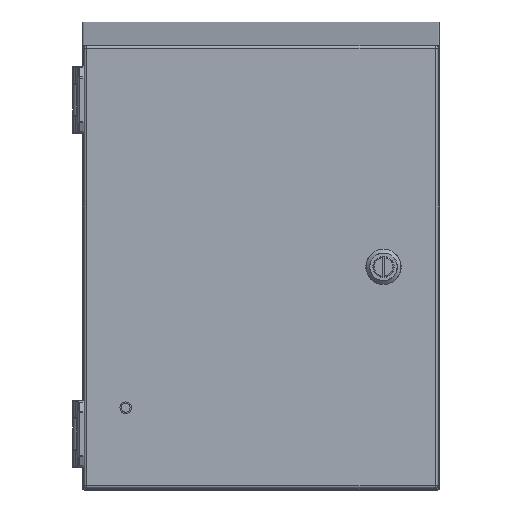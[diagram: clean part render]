
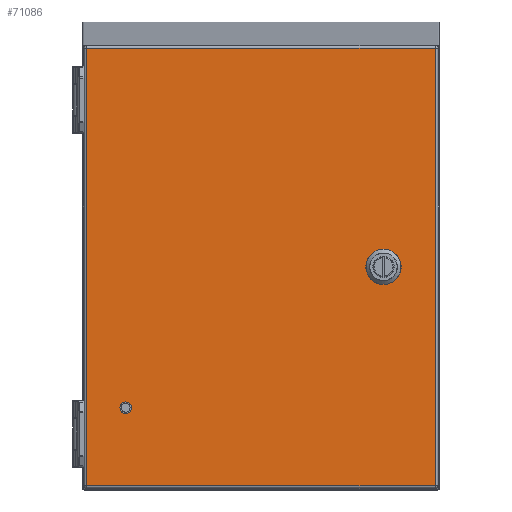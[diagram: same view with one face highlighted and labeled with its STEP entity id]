
A CAD part, top view. The second image highlights one B-rep face of the part: STEP entity #71086.
In plain terms, the highlighted planar face has unit normal (0, 0, 1).
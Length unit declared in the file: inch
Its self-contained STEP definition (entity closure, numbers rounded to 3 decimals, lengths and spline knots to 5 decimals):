
#1596 = CARTESIAN_POINT ( 'NONE',  ( 3.05899, 0.08845, 4.18453 ) ) ;
#1642 = AXIS2_PLACEMENT_3D ( 'NONE', #40755, #3133, #81493 ) ;
#2144 = EDGE_LOOP ( 'NONE', ( #47628, #76552, #26943, #55394 ) ) ;
#2360 = DIRECTION ( 'NONE',  ( -0.707, -0.707, 0. ) ) ;
#2401 = CARTESIAN_POINT ( 'NONE',  ( 1.17746, 1.17801, 4.18453 ) ) ;
#2943 = DIRECTION ( 'NONE',  ( 0., 1., 0. ) ) ;
#3133 = DIRECTION ( 'NONE',  ( 0., 0., 1. ) ) ;
#5016 = ORIENTED_EDGE ( 'NONE', *, *, #6488, .T. ) ;
#5176 = VECTOR ( 'NONE', #56305, 39.37008 ) ;
#5461 = AXIS2_PLACEMENT_3D ( 'NONE', #28837, #61894, #55543 ) ;
#6488 = EDGE_CURVE ( 'NONE', #32472, #52973, #35183, .T. ) ;
#6716 = ORIENTED_EDGE ( 'NONE', *, *, #52497, .T. ) ;
#7024 = VERTEX_POINT ( 'NONE', #45221 ) ;
#7709 = LINE ( 'NONE', #53126, #17613 ) ;
#8731 = VERTEX_POINT ( 'NONE', #1596 ) ;
#9333 = ORIENTED_EDGE ( 'NONE', *, *, #79153, .F. ) ;
#10467 = FACE_OUTER_BOUND ( 'NONE', #2144, .T. ) ;
#10775 = EDGE_LOOP ( 'NONE', ( #37800 ) ) ;
#10790 = LINE ( 'NONE', #24431, #48440 ) ;
#10875 = VERTEX_POINT ( 'NONE', #55519 ) ;
#12030 = EDGE_CURVE ( 'NONE', #32472, #8731, #75446, .T. ) ;
#13716 = DIRECTION ( 'NONE',  ( 1., 0., 0. ) ) ;
#14100 = DIRECTION ( 'NONE',  ( -1., 0., 0. ) ) ;
#14296 = CARTESIAN_POINT ( 'NONE',  ( -2.9375, -3.16, 4.18453 ) ) ;
#17613 = VECTOR ( 'NONE', #14100, 39.37008 ) ;
#19580 = CARTESIAN_POINT ( 'NONE',  ( 1.57344, -1.57399, 4.18453 ) ) ;
#20712 = VERTEX_POINT ( 'NONE', #26806 ) ;
#20797 = VECTOR ( 'NONE', #13716, 39.37008 ) ;
#20883 = EDGE_CURVE ( 'NONE', #38406, #78055, #69114, .T. ) ;
#21737 = CARTESIAN_POINT ( 'NONE',  ( 3.90945, 4.97, 4.18453 ) ) ;
#21823 = EDGE_CURVE ( 'NONE', #7024, #10875, #80851, .T. ) ;
#22627 = ORIENTED_EDGE ( 'NONE', *, *, #12030, .F. ) ;
#22880 = ORIENTED_EDGE ( 'NONE', *, *, #56073, .F. ) ;
#24431 = CARTESIAN_POINT ( 'NONE',  ( 1.17746, -1.17801, 4.18453 ) ) ;
#26806 = CARTESIAN_POINT ( 'NONE',  ( 2.66301, 0.30753, 4.18453 ) ) ;
#26943 = ORIENTED_EDGE ( 'NONE', *, *, #75082, .T. ) ;
#28837 = CARTESIAN_POINT ( 'NONE',  ( -0.00055, 0., 4.18453 ) ) ;
#30042 = CARTESIAN_POINT ( 'NONE',  ( 1.57344, 1.57399, 4.18453 ) ) ;
#30342 = DIRECTION ( 'NONE',  ( 0., 0., 1. ) ) ;
#30866 = EDGE_CURVE ( 'NONE', #10875, #70231, #7709, .T. ) ;
#32472 = VERTEX_POINT ( 'NONE', #70260 ) ;
#33792 = DIRECTION ( 'NONE',  ( 0., 0., 1. ) ) ;
#34133 = CIRCLE ( 'NONE', #61602, 0.09805 ) ;
#34807 = DIRECTION ( 'NONE',  ( -0.707, 0.707, 0. ) ) ;
#34999 = EDGE_LOOP ( 'NONE', ( #22880, #6716, #9333, #74647, #22627, #5016, #79090, #81592 ) ) ;
#35018 = CARTESIAN_POINT ( 'NONE',  ( 3.96945, -4.91, 4.18453 ) ) ;
#35183 = LINE ( 'NONE', #19580, #47290 ) ;
#35642 = FACE_BOUND ( 'NONE', #34999, .T. ) ;
#37741 = CARTESIAN_POINT ( 'NONE',  ( -3.91055, 4.91, 4.18453 ) ) ;
#37800 = ORIENTED_EDGE ( 'NONE', *, *, #48046, .F. ) ;
#38406 = VERTEX_POINT ( 'NONE', #72346 ) ;
#38675 = DIRECTION ( 'NONE',  ( 0., 0., 1. ) ) ;
#39432 = DIRECTION ( 'NONE',  ( 0., 0., 1. ) ) ;
#40218 = CARTESIAN_POINT ( 'NONE',  ( 2.75145, 0., 4.18453 ) ) ;
#40388 = DIRECTION ( 'NONE',  ( 1., 0., 0. ) ) ;
#40629 = LINE ( 'NONE', #35018, #20797 ) ;
#40755 = CARTESIAN_POINT ( 'NONE',  ( 2.75145, 0., 4.18453 ) ) ;
#42047 = CIRCLE ( 'NONE', #84482, 0.32 ) ;
#45221 = CARTESIAN_POINT ( 'NONE',  ( 3.90945, -4.91, 4.18453 ) ) ;
#45613 = VECTOR ( 'NONE', #2943, 39.37008 ) ;
#46582 = VECTOR ( 'NONE', #34807, 39.37008 ) ;
#46844 = EDGE_CURVE ( 'NONE', #38406, #52973, #83157, .T. ) ;
#46912 = VERTEX_POINT ( 'NONE', #79027 ) ;
#47290 = VECTOR ( 'NONE', #2360, 39.37008 ) ;
#47628 = ORIENTED_EDGE ( 'NONE', *, *, #21823, .T. ) ;
#48046 = EDGE_CURVE ( 'NONE', #73040, #73040, #34133, .T. ) ;
#48440 = VECTOR ( 'NONE', #82755, 39.37008 ) ;
#50000 = CARTESIAN_POINT ( 'NONE',  ( 2.75145, 0., 4.18453 ) ) ;
#50818 = EDGE_CURVE ( 'NONE', #71526, #7024, #40629, .T. ) ;
#51513 = CARTESIAN_POINT ( 'NONE',  ( 2.75145, 0., 4.18453 ) ) ;
#52497 = EDGE_CURVE ( 'NONE', #46912, #20712, #10790, .T. ) ;
#52973 = VERTEX_POINT ( 'NONE', #66375 ) ;
#53126 = CARTESIAN_POINT ( 'NONE',  ( -3.97055, 4.91, 4.18453 ) ) ;
#55177 = VECTOR ( 'NONE', #77172, 39.37008 ) ;
#55248 = AXIS2_PLACEMENT_3D ( 'NONE', #40218, #33792, #60034 ) ;
#55394 = ORIENTED_EDGE ( 'NONE', *, *, #50818, .T. ) ;
#55519 = CARTESIAN_POINT ( 'NONE',  ( 3.90945, 4.91, 4.18453 ) ) ;
#55543 = DIRECTION ( 'NONE',  ( 1., 0., 0. ) ) ;
#56073 = EDGE_CURVE ( 'NONE', #46912, #78055, #78451, .T. ) ;
#56305 = DIRECTION ( 'NONE',  ( 0.707, -0.707, 0. ) ) ;
#58483 = DIRECTION ( 'NONE',  ( 1., 0., 0. ) ) ;
#59667 = DIRECTION ( 'NONE',  ( 1., 0., 0. ) ) ;
#60034 = DIRECTION ( 'NONE',  ( 1., 0., 0. ) ) ;
#61602 = AXIS2_PLACEMENT_3D ( 'NONE', #69400, #30342, #40388 ) ;
#61894 = DIRECTION ( 'NONE',  ( 0., 0., 1. ) ) ;
#62364 = VERTEX_POINT ( 'NONE', #79175 ) ;
#66375 = CARTESIAN_POINT ( 'NONE',  ( 2.8399, -0.30753, 4.18453 ) ) ;
#67380 = CARTESIAN_POINT ( 'NONE',  ( -3.91055, -4.91, 4.18453 ) ) ;
#67946 = LINE ( 'NONE', #30042, #5176 ) ;
#69114 = LINE ( 'NONE', #2401, #46582 ) ;
#69400 = CARTESIAN_POINT ( 'NONE',  ( -3.03555, -3.16, 4.18453 ) ) ;
#70231 = VERTEX_POINT ( 'NONE', #37741 ) ;
#70260 = CARTESIAN_POINT ( 'NONE',  ( 3.05899, -0.08845, 4.18453 ) ) ;
#70876 = AXIS2_PLACEMENT_3D ( 'NONE', #50000, #38675, #58483 ) ;
#71086 = ADVANCED_FACE ( 'NONE', ( #35642, #82430, #10467 ), #75624, .T. ) ;
#71526 = VERTEX_POINT ( 'NONE', #67380 ) ;
#72346 = CARTESIAN_POINT ( 'NONE',  ( 2.66301, -0.30753, 4.18453 ) ) ;
#73040 = VERTEX_POINT ( 'NONE', #14296 ) ;
#74612 = CARTESIAN_POINT ( 'NONE',  ( 2.44392, -0.08845, 4.18453 ) ) ;
#74647 = ORIENTED_EDGE ( 'NONE', *, *, #79042, .T. ) ;
#75082 = EDGE_CURVE ( 'NONE', #70231, #71526, #84381, .T. ) ;
#75446 = CIRCLE ( 'NONE', #1642, 0.32 ) ;
#75624 = PLANE ( 'NONE',  #5461 ) ;
#76552 = ORIENTED_EDGE ( 'NONE', *, *, #30866, .T. ) ;
#77172 = DIRECTION ( 'NONE',  ( 0., -1., 0. ) ) ;
#78055 = VERTEX_POINT ( 'NONE', #74612 ) ;
#78451 = CIRCLE ( 'NONE', #55248, 0.32 ) ;
#79027 = CARTESIAN_POINT ( 'NONE',  ( 2.44392, 0.08845, 4.18453 ) ) ;
#79042 = EDGE_CURVE ( 'NONE', #62364, #8731, #67946, .T. ) ;
#79090 = ORIENTED_EDGE ( 'NONE', *, *, #46844, .F. ) ;
#79153 = EDGE_CURVE ( 'NONE', #62364, #20712, #42047, .T. ) ;
#79175 = CARTESIAN_POINT ( 'NONE',  ( 2.8399, 0.30753, 4.18453 ) ) ;
#80851 = LINE ( 'NONE', #21737, #45613 ) ;
#81493 = DIRECTION ( 'NONE',  ( 1., 0., 0. ) ) ;
#81592 = ORIENTED_EDGE ( 'NONE', *, *, #20883, .T. ) ;
#82430 = FACE_BOUND ( 'NONE', #10775, .T. ) ;
#82755 = DIRECTION ( 'NONE',  ( 0.707, 0.707, 0. ) ) ;
#83157 = CIRCLE ( 'NONE', #70876, 0.32 ) ;
#83535 = CARTESIAN_POINT ( 'NONE',  ( -3.91055, -4.97, 4.18453 ) ) ;
#84381 = LINE ( 'NONE', #83535, #55177 ) ;
#84482 = AXIS2_PLACEMENT_3D ( 'NONE', #51513, #39432, #59667 ) ;
